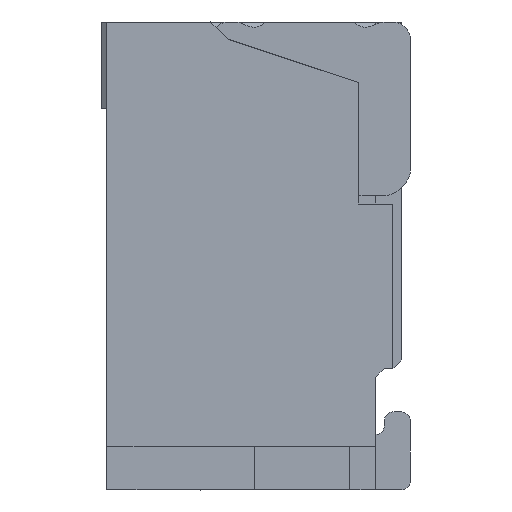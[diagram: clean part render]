
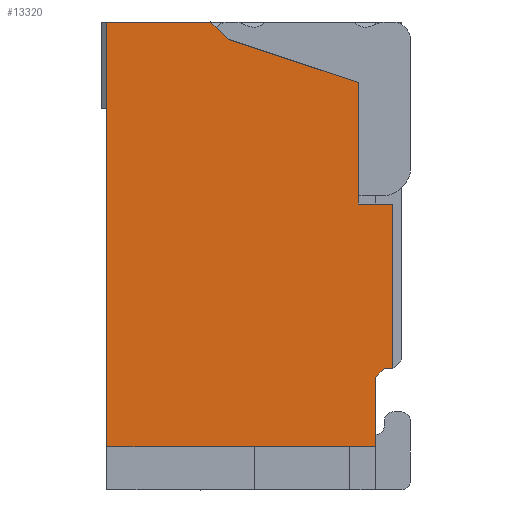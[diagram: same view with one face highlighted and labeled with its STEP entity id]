
A CAD part, left-side view. The second image highlights one B-rep face of the part: STEP entity #13320.
In plain terms, the highlighted planar face has unit normal (-1, 0, 0).
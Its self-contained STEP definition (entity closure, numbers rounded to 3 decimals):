
#11130=CARTESIAN_POINT('',(-17.5,0.05,1.65));
#11140=VERTEX_POINT('',#11130);
#11170=CARTESIAN_POINT('',(-17.5,0.25,1.65));
#11180=DIRECTION('',(0.,-1.,0.));
#11190=VECTOR('',#11180,0.2);
#11200=LINE('',#11170,#11190);
#11210=CARTESIAN_POINT('',(-17.5,0.25,1.65));
#11220=VERTEX_POINT('',#11210);
#11230=EDGE_CURVE('',#11220,#11140,#11200,.T.);
#12460=CARTESIAN_POINT('',(-17.5,0.049,2.701));
#12470=DIRECTION('',(-1.,0.,0.));
#12480=DIRECTION('',(0.,1.,0.));
#12490=AXIS2_PLACEMENT_3D('',#12460,#12470,#12480);
#12500=PLANE('',#12490);
#12510=CARTESIAN_POINT('',(-17.5,1.,2.6));
#12520=DIRECTION('',(0.,0.707,0.707));
#12530=VECTOR('',#12520,0.141);
#12540=LINE('',#12510,#12530);
#12550=CARTESIAN_POINT('',(-17.5,1.,2.6));
#12560=VERTEX_POINT('',#12550);
#12570=CARTESIAN_POINT('',(-17.5,1.1,2.7));
#12580=VERTEX_POINT('',#12570);
#12590=EDGE_CURVE('',#12560,#12580,#12540,.T.);
#12600=ORIENTED_EDGE('',*,*,#12590,.T.);
#12610=CARTESIAN_POINT('',(-17.5,0.25,2.35));
#12620=DIRECTION('',(0.,0.949,0.316));
#12630=VECTOR('',#12620,0.791);
#12640=LINE('',#12610,#12630);
#12650=CARTESIAN_POINT('',(-17.5,0.25,2.35));
#12660=VERTEX_POINT('',#12650);
#12670=EDGE_CURVE('',#12660,#12560,#12640,.T.);
#12680=ORIENTED_EDGE('',*,*,#12670,.T.);
#12690=CARTESIAN_POINT('',(-17.5,0.25,2.35));
#12700=DIRECTION('',(0.,0.,-1.));
#12710=VECTOR('',#12700,0.7);
#12720=LINE('',#12690,#12710);
#12730=EDGE_CURVE('',#12660,#11220,#12720,.T.);
#12740=ORIENTED_EDGE('',*,*,#12730,.F.);
#12750=ORIENTED_EDGE('',*,*,#11230,.F.);
#12760=CARTESIAN_POINT('',(-17.5,0.05,1.65));
#12770=DIRECTION('',(0.,0.,-1.));
#12780=VECTOR('',#12770,0.95);
#12790=LINE('',#12760,#12780);
#12800=CARTESIAN_POINT('',(-17.5,0.05,0.7));
#12810=VERTEX_POINT('',#12800);
#12820=EDGE_CURVE('',#11140,#12810,#12790,.T.);
#12830=ORIENTED_EDGE('',*,*,#12820,.F.);
#12840=CARTESIAN_POINT('',(-17.5,0.05,0.7));
#12850=DIRECTION('',(0.,1.,0.));
#12860=VECTOR('',#12850,0.05);
#12870=LINE('',#12840,#12860);
#12880=CARTESIAN_POINT('',(-17.5,0.1,0.7));
#12890=VERTEX_POINT('',#12880);
#12900=EDGE_CURVE('',#12810,#12890,#12870,.T.);
#12910=ORIENTED_EDGE('',*,*,#12900,.F.);
#12920=CARTESIAN_POINT('',(-17.5,0.15,0.65));
#12930=DIRECTION('',(0.,-0.707,0.707));
#12940=VECTOR('',#12930,0.071);
#12950=LINE('',#12920,#12940);
#12960=CARTESIAN_POINT('',(-17.5,0.15,0.65));
#12970=VERTEX_POINT('',#12960);
#12980=EDGE_CURVE('',#12970,#12890,#12950,.T.);
#12990=ORIENTED_EDGE('',*,*,#12980,.T.);
#13000=CARTESIAN_POINT('',(-17.5,0.15,0.));
#13010=DIRECTION('',(0.,0.,-1.));
#13020=VECTOR('',#13010,1.);
#13030=LINE('',#13000,#13020);
#13040=CARTESIAN_POINT('',(-17.5,0.15,0.25));
#13050=VERTEX_POINT('',#13040);
#13060=EDGE_CURVE('',#12970,#13050,#13030,.T.);
#13070=ORIENTED_EDGE('',*,*,#13060,.F.);
#13080=CARTESIAN_POINT('',(-17.5,0.,0.25));
#13090=DIRECTION('',(0.,-1.,0.));
#13100=VECTOR('',#13090,1.);
#13110=LINE('',#13080,#13100);
#13120=CARTESIAN_POINT('',(-17.5,1.7,0.25));
#13130=VERTEX_POINT('',#13120);
#13140=EDGE_CURVE('',#13130,#13050,#13110,.T.);
#13150=ORIENTED_EDGE('',*,*,#13140,.T.);
#13160=CARTESIAN_POINT('',(-17.5,1.7,0.));
#13170=DIRECTION('',(0.,0.,-1.));
#13180=VECTOR('',#13170,1.);
#13190=LINE('',#13160,#13180);
#13200=CARTESIAN_POINT('',(-17.5,1.7,2.7));
#13210=VERTEX_POINT('',#13200);
#13220=EDGE_CURVE('',#13210,#13130,#13190,.T.);
#13230=ORIENTED_EDGE('',*,*,#13220,.T.);
#13240=CARTESIAN_POINT('',(-17.5,1.7,2.7));
#13250=DIRECTION('',(0.,-1.,0.));
#13260=VECTOR('',#13250,0.6);
#13270=LINE('',#13240,#13260);
#13280=EDGE_CURVE('',#13210,#12580,#13270,.T.);
#13290=ORIENTED_EDGE('',*,*,#13280,.F.);
#13300=EDGE_LOOP('',(#13290,#13230,#13150,#13070,#12990,#12910,#12830,
#12750,#12740,#12680,#12600));
#13310=FACE_OUTER_BOUND('',#13300,.T.);
#13320=ADVANCED_FACE('',(#13310),#12500,.T.);
